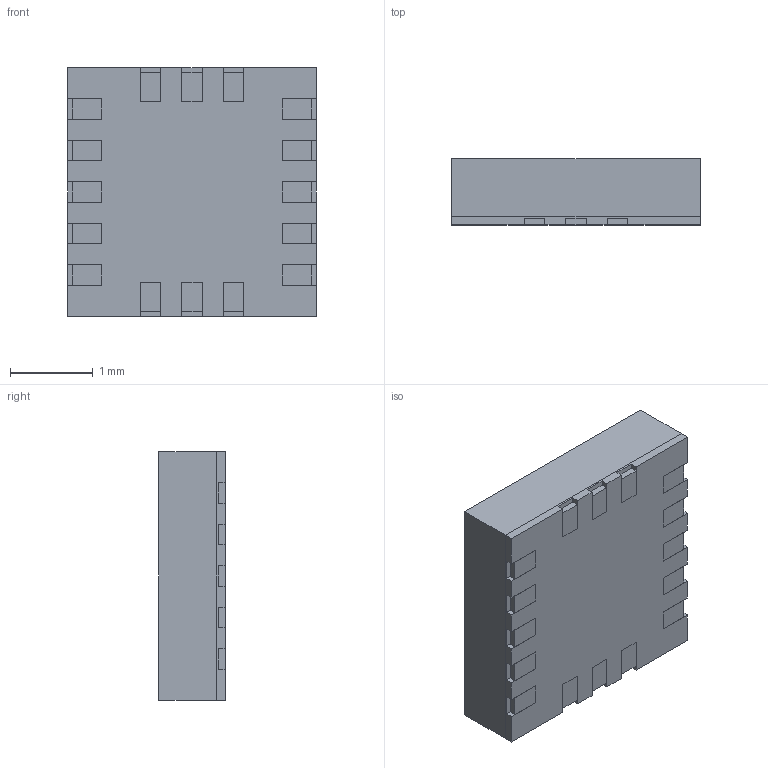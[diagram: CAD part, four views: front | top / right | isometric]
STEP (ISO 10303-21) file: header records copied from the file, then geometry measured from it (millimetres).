
FILE_DESCRIPTION (( 'STEP AP214' ), '1' );
FILE_NAME ('ICM-20608-G.STEP', '2020-04-23T18:21:59', ( '' ), ( '' ), 'SwSTEP 2.0', 'SolidWorks 2017', '' );
FILE_SCHEMA (( 'AUTOMOTIVE_DESIGN' ));
Length unit declared in the file: millimetre
Products named in the file (1): ICM-20608-G
Bounding box: 3 x 0.8 x 3 mm (x, y, z)
Volume: 7.2 mm3; surface area: 51.2 mm2
Topology: 19 solids, 19 shells, 179 faces, 420 edges, 280 vertices
Faces by surface type: plane 175, cylinder 4
Entity records: 5218 total; most frequent: CARTESIAN_POINT 880, ORIENTED_EDGE 840, DIRECTION 788, EDGE_CURVE 420, VECTOR 412, LINE 412, VERTEX_POINT 280, AXIS2_PLACEMENT_3D 188
